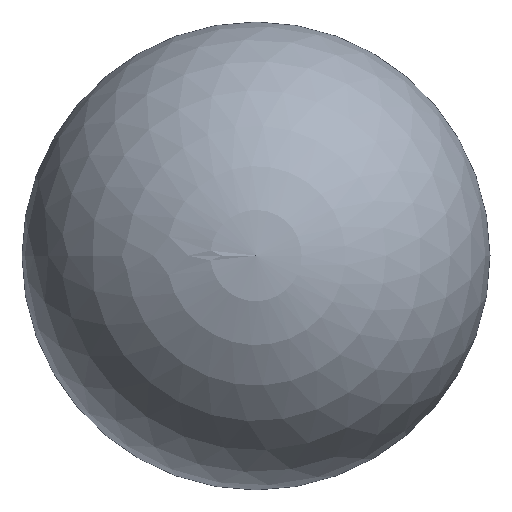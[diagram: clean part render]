
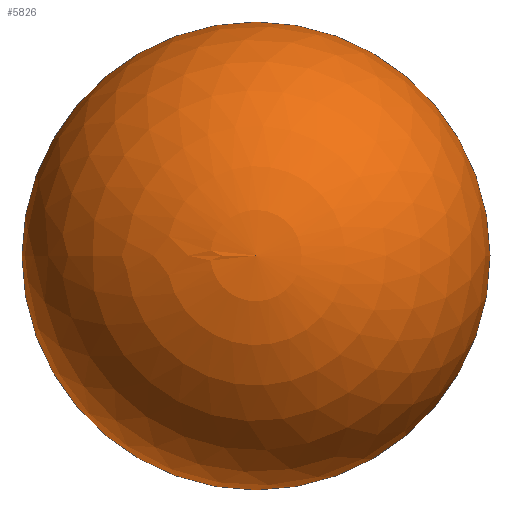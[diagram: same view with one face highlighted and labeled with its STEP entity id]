
A CAD part, top view. The second image highlights one B-rep face of the part: STEP entity #5826.
In plain terms, the highlighted spherical face has radius 24.15 mm.
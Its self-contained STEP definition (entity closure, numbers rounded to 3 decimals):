
#200 = CARTESIAN_POINT ( 'NONE',  ( 0., 0., 0. ) ) ;
#458 = AXIS2_PLACEMENT_3D ( 'NONE', #6211, #8712, #1909 ) ;
#1203 = SPHERICAL_SURFACE ( 'NONE', #458, 24.15 ) ;
#1650 = ORIENTED_EDGE ( 'NONE', *, *, #3395, .F. ) ;
#1713 = VERTEX_POINT ( 'NONE', #2510 ) ;
#1909 = DIRECTION ( 'NONE',  ( -1., 0., 0. ) ) ;
#2329 = AXIS2_PLACEMENT_3D ( 'NONE', #200, #9742, #6250 ) ;
#2510 = CARTESIAN_POINT ( 'NONE',  ( 24.15, 0., 0. ) ) ;
#2537 = DIRECTION ( 'NONE',  ( 0., 0., -1. ) ) ;
#3357 = DIRECTION ( 'NONE',  ( -1., 0., 0. ) ) ;
#3395 = EDGE_CURVE ( 'NONE', #6050, #1713, #4724, .T. ) ;
#4724 = CIRCLE ( 'NONE', #2329, 24.15 ) ;
#5498 = AXIS2_PLACEMENT_3D ( 'NONE', #6936, #2537, #3357 ) ;
#5826 = ADVANCED_FACE ( 'NONE', ( #10932 ), #1203, .T. ) ;
#6050 = VERTEX_POINT ( 'NONE', #9155 ) ;
#6211 = CARTESIAN_POINT ( 'NONE',  ( 0., 0., 0. ) ) ;
#6250 = DIRECTION ( 'NONE',  ( -1., 0., 0. ) ) ;
#6936 = CARTESIAN_POINT ( 'NONE',  ( 0., 0., 0. ) ) ;
#8712 = DIRECTION ( 'NONE',  ( 0., 0., 1. ) ) ;
#9114 = EDGE_CURVE ( 'NONE', #1713, #6050, #10092, .T. ) ;
#9155 = CARTESIAN_POINT ( 'NONE',  ( -24.15, 0., 0. ) ) ;
#9742 = DIRECTION ( 'NONE',  ( 0., 0., -1. ) ) ;
#9812 = ORIENTED_EDGE ( 'NONE', *, *, #9114, .F. ) ;
#10092 = CIRCLE ( 'NONE', #5498, 24.15 ) ;
#10474 = EDGE_LOOP ( 'NONE', ( #1650, #9812 ) ) ;
#10932 = FACE_OUTER_BOUND ( 'NONE', #10474, .T. ) ;
